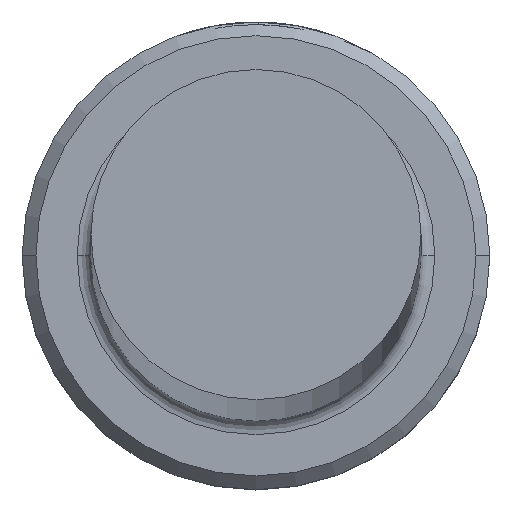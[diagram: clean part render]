
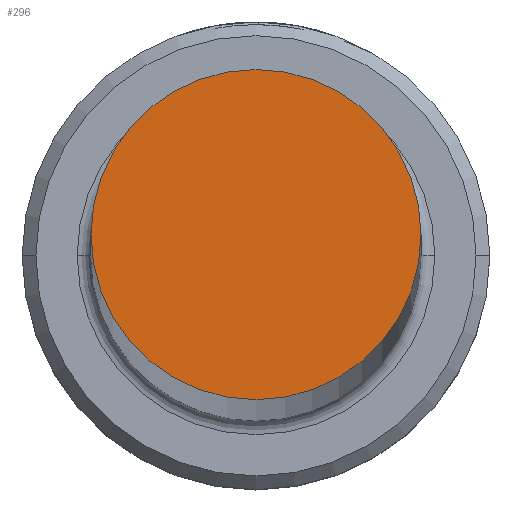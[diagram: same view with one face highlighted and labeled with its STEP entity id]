
A CAD part, top view. The second image highlights one B-rep face of the part: STEP entity #296.
In plain terms, the highlighted planar face has unit normal (0, 0, 1).
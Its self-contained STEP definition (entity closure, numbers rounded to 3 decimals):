
#21 = AXIS2_PLACEMENT_3D ( 'NONE', #976, #895, #692 ) ;
#60 = EDGE_LOOP ( 'NONE', ( #262, #64 ) ) ;
#64 = ORIENTED_EDGE ( 'NONE', *, *, #867, .T. ) ;
#120 = CARTESIAN_POINT ( 'NONE',  ( 0., 0., 450. ) ) ;
#127 = DIRECTION ( 'NONE',  ( 0., 0., 1. ) ) ;
#133 = EDGE_CURVE ( 'NONE', #623, #481, #311, .T. ) ;
#155 = FACE_OUTER_BOUND ( 'NONE', #60, .T. ) ;
#214 = DIRECTION ( 'NONE',  ( 1., 0., 0. ) ) ;
#242 = DIRECTION ( 'NONE',  ( 0., 0., 1. ) ) ;
#262 = ORIENTED_EDGE ( 'NONE', *, *, #133, .T. ) ;
#280 = CIRCLE ( 'NONE', #1156, 6. ) ;
#296 = ADVANCED_FACE ( 'NONE', ( #155 ), #987, .T. ) ;
#311 = CIRCLE ( 'NONE', #680, 6. ) ;
#481 = VERTEX_POINT ( 'NONE', #851 ) ;
#573 = CARTESIAN_POINT ( 'NONE',  ( -6., 0., 450. ) ) ;
#623 = VERTEX_POINT ( 'NONE', #573 ) ;
#680 = AXIS2_PLACEMENT_3D ( 'NONE', #120, #127, #214 ) ;
#692 = DIRECTION ( 'NONE',  ( 1., 0., 0. ) ) ;
#793 = CARTESIAN_POINT ( 'NONE',  ( 0., 0., 450. ) ) ;
#851 = CARTESIAN_POINT ( 'NONE',  ( 6., 0., 450. ) ) ;
#867 = EDGE_CURVE ( 'NONE', #481, #623, #280, .T. ) ;
#887 = DIRECTION ( 'NONE',  ( 1., 0., 0. ) ) ;
#895 = DIRECTION ( 'NONE',  ( 0., 0., 1. ) ) ;
#976 = CARTESIAN_POINT ( 'NONE',  ( 0., 0., 450. ) ) ;
#987 = PLANE ( 'NONE',  #21 ) ;
#1156 = AXIS2_PLACEMENT_3D ( 'NONE', #793, #242, #887 ) ;
